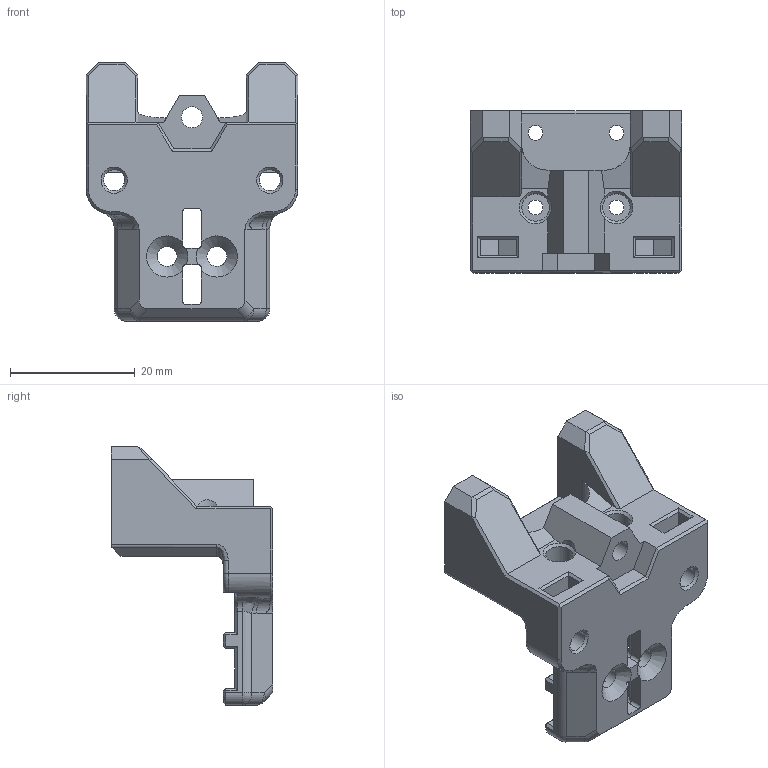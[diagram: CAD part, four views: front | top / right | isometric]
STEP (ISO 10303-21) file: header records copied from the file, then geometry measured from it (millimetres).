
FILE_DESCRIPTION(/* description */ (''),/* implementation_level */ '2;1');
FILE_NAME(/* name */ 'Sherpa mini_X Carriage v1.step',/* time_stamp */ '2023-12-11T00:42:13+08:00',/* author */ (''),/* organization */ (''),/* preprocessor_version */ 'ST-DEVELOPER v20',/* originating_system */ 'Autodesk Translation Framework v12.14.0.127',/* authorisation */ '');
FILE_SCHEMA (('AUTOMOTIVE_DESIGN { 1 0 10303 214 3 1 1 }'));
Length unit declared in the file: millimetre
Products named in the file (2): X Carriage; X Carriage Body
Assembly tree (1 placements, depth 2):
  X Carriage
    X Carriage Body
Bounding box: 34 x 26 x 41.49 mm (x, y, z)
Volume: 10170.3 mm3; surface area: 6223.2 mm2
Topology: 1 solids, 1 shells, 302 faces, 820 edges, 511 vertices
Faces by surface type: plane 201, cylinder 60, cone 19, torus 10, bspline 8, sphere 4
Full cylindrical faces by diameter (mm): 2.4 x4, 3.2 x2, 3.4 x5, 4.4 x2, 4.7 x4
Entity records: 10155 total; most frequent: CARTESIAN_POINT 2447, ORIENTED_EDGE 1632, DIRECTION 1569, EDGE_CURVE 816, LINE 593, VECTOR 593, VERTEX_POINT 511, AXIS2_PLACEMENT_3D 488
